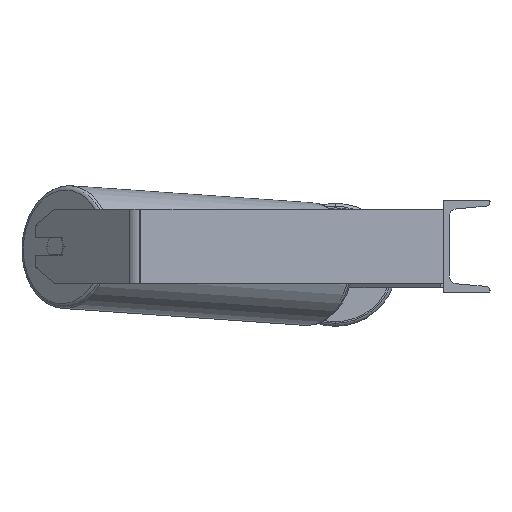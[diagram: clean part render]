
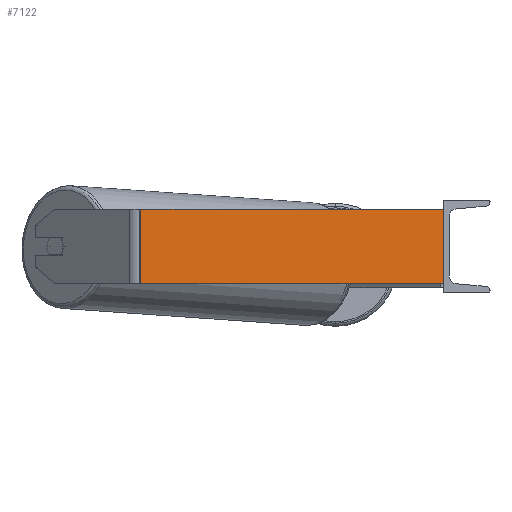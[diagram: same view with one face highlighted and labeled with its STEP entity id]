
A CAD part, left-side view. The second image highlights one B-rep face of the part: STEP entity #7122.
In plain terms, the highlighted planar face has unit normal (-0.996, -0.087, 0).
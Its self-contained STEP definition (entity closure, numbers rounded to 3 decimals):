
#88 = VECTOR ( 'NONE', #612, 1000. ) ;
#534 = VERTEX_POINT ( 'NONE', #8239 ) ;
#612 = DIRECTION ( 'NONE',  ( 0., 0., -1. ) ) ;
#822 = DIRECTION ( 'NONE',  ( 0., 0., -1. ) ) ;
#958 = EDGE_CURVE ( 'NONE', #534, #8205, #7635, .T. ) ;
#1145 = CARTESIAN_POINT ( 'NONE',  ( -585., 0., 40. ) ) ;
#1170 = VECTOR ( 'NONE', #822, 1000. ) ;
#1268 = CARTESIAN_POINT ( 'NONE',  ( -614.29, 334.781, 40. ) ) ;
#1297 = CARTESIAN_POINT ( 'NONE',  ( -613.639, 327.348, 40. ) ) ;
#2271 = DIRECTION ( 'NONE',  ( 0.087, -0.996, 0. ) ) ;
#2636 = CARTESIAN_POINT ( 'NONE',  ( -613.639, 327.348, -40. ) ) ;
#2971 = EDGE_CURVE ( 'NONE', #7440, #4282, #4206, .T. ) ;
#3429 = EDGE_CURVE ( 'NONE', #534, #7440, #4198, .T. ) ;
#3494 = CARTESIAN_POINT ( 'NONE',  ( -614.29, 334.781, 40. ) ) ;
#3554 = CARTESIAN_POINT ( 'NONE',  ( -585., 0., 40. ) ) ;
#3728 = ORIENTED_EDGE ( 'NONE', *, *, #958, .T. ) ;
#4198 = LINE ( 'NONE', #3494, #7098 ) ;
#4206 = LINE ( 'NONE', #3554, #1170 ) ;
#4282 = VERTEX_POINT ( 'NONE', #5913 ) ;
#4365 = LINE ( 'NONE', #5009, #8576 ) ;
#4847 = DIRECTION ( 'NONE',  ( 0.996, 0.087, 0. ) ) ;
#4966 = EDGE_CURVE ( 'NONE', #8205, #4282, #4365, .T. ) ;
#4989 = ORIENTED_EDGE ( 'NONE', *, *, #2971, .F. ) ;
#5009 = CARTESIAN_POINT ( 'NONE',  ( -614.29, 334.781, -40. ) ) ;
#5499 = FACE_OUTER_BOUND ( 'NONE', #8092, .T. ) ;
#5543 = PLANE ( 'NONE',  #6688 ) ;
#5913 = CARTESIAN_POINT ( 'NONE',  ( -585., 0., -40. ) ) ;
#6190 = ORIENTED_EDGE ( 'NONE', *, *, #3429, .F. ) ;
#6320 = DIRECTION ( 'NONE',  ( 0.087, -0.996, 0. ) ) ;
#6688 = AXIS2_PLACEMENT_3D ( 'NONE', #1268, #4847, #7011 ) ;
#7011 = DIRECTION ( 'NONE',  ( -0.087, 0.996, 0. ) ) ;
#7098 = VECTOR ( 'NONE', #6320, 1000. ) ;
#7122 = ADVANCED_FACE ( 'NONE', ( #5499 ), #5543, .F. ) ;
#7440 = VERTEX_POINT ( 'NONE', #1145 ) ;
#7635 = LINE ( 'NONE', #1297, #88 ) ;
#7741 = ORIENTED_EDGE ( 'NONE', *, *, #4966, .T. ) ;
#8092 = EDGE_LOOP ( 'NONE', ( #7741, #4989, #6190, #3728 ) ) ;
#8205 = VERTEX_POINT ( 'NONE', #2636 ) ;
#8239 = CARTESIAN_POINT ( 'NONE',  ( -613.639, 327.348, 40. ) ) ;
#8576 = VECTOR ( 'NONE', #2271, 1000. ) ;
